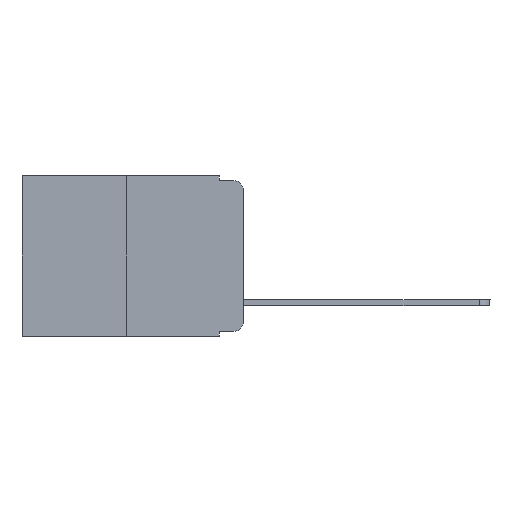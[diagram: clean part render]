
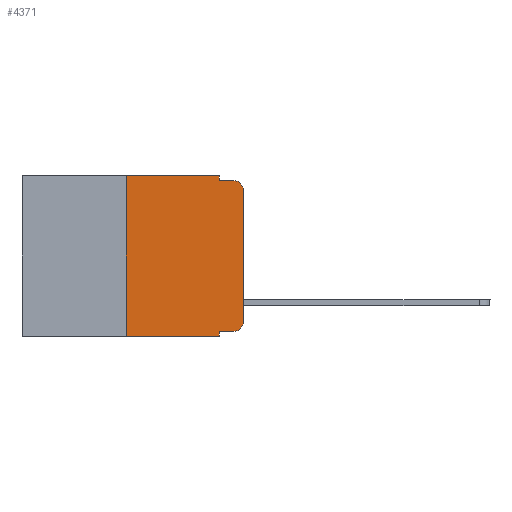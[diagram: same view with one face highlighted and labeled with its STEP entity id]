
A CAD part, left-side view. The second image highlights one B-rep face of the part: STEP entity #4371.
In plain terms, the highlighted planar face has unit normal (-1, 0, 0).
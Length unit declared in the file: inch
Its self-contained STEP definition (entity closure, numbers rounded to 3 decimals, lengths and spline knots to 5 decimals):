
#362 = CARTESIAN_POINT ( 'NONE',  ( 0., 0.051, 0. ) ) ;
#656 = CARTESIAN_POINT ( 'NONE',  ( 0., 0.051, 0. ) ) ;
#877 = AXIS2_PLACEMENT_3D ( 'NONE', #2290, #8341, #960 ) ;
#960 = DIRECTION ( 'NONE',  ( 0., 0., -1. ) ) ;
#967 = CARTESIAN_POINT ( 'NONE',  ( 0., 0.051, -0.333 ) ) ;
#1238 = VERTEX_POINT ( 'NONE', #12468 ) ;
#1558 = VERTEX_POINT ( 'NONE', #10435 ) ;
#1567 = CARTESIAN_POINT ( 'NONE',  ( 0., 0., -0.03 ) ) ;
#1593 = VECTOR ( 'NONE', #11503, 39.37008 ) ;
#1684 = LINE ( 'NONE', #362, #13361 ) ;
#1697 = DIRECTION ( 'NONE',  ( 0., 0., -1. ) ) ;
#1759 = VECTOR ( 'NONE', #11793, 39.37008 ) ;
#1824 = PLANE ( 'NONE',  #15678 ) ;
#2222 = LINE ( 'NONE', #8861, #13135 ) ;
#2290 = CARTESIAN_POINT ( 'NONE',  ( 0., 0.02, -0.03 ) ) ;
#2489 = LINE ( 'NONE', #7820, #6139 ) ;
#2495 = VERTEX_POINT ( 'NONE', #5008 ) ;
#2780 = VECTOR ( 'NONE', #14417, 39.37008 ) ;
#2970 = DIRECTION ( 'NONE',  ( 0., -1., 0. ) ) ;
#3061 = VECTOR ( 'NONE', #5783, 39.37008 ) ;
#3121 = ORIENTED_EDGE ( 'NONE', *, *, #13262, .T. ) ;
#4219 = VERTEX_POINT ( 'NONE', #9676 ) ;
#4371 = ADVANCED_FACE ( 'NONE', ( #7061 ), #1824, .F. ) ;
#4651 = LINE ( 'NONE', #5310, #1593 ) ;
#5008 = CARTESIAN_POINT ( 'NONE',  ( 0., 0.051, -0.333 ) ) ;
#5018 = LINE ( 'NONE', #6786, #1759 ) ;
#5168 = EDGE_CURVE ( 'NONE', #2495, #15609, #1684, .T. ) ;
#5310 = CARTESIAN_POINT ( 'NONE',  ( 0., 0.473, -0.343 ) ) ;
#5358 = DIRECTION ( 'NONE',  ( 0., 0., -1. ) ) ;
#5478 = CARTESIAN_POINT ( 'NONE',  ( 0., 0.473, 0. ) ) ;
#5657 = LINE ( 'NONE', #14215, #2780 ) ;
#5770 = EDGE_CURVE ( 'NONE', #6203, #1238, #2222, .T. ) ;
#5783 = DIRECTION ( 'NONE',  ( 0., -1., 0. ) ) ;
#6139 = VECTOR ( 'NONE', #12736, 39.37008 ) ;
#6203 = VERTEX_POINT ( 'NONE', #13229 ) ;
#6743 = DIRECTION ( 'NONE',  ( -1., 0., 0. ) ) ;
#6786 = CARTESIAN_POINT ( 'NONE',  ( 0., 0.051, -0.01 ) ) ;
#7061 = FACE_OUTER_BOUND ( 'NONE', #14518, .T. ) ;
#7575 = VERTEX_POINT ( 'NONE', #1567 ) ;
#7820 = CARTESIAN_POINT ( 'NONE',  ( 0., 0., 0. ) ) ;
#7984 = AXIS2_PLACEMENT_3D ( 'NONE', #8012, #6743, #5358 ) ;
#7991 = CARTESIAN_POINT ( 'NONE',  ( 0., 0.02, -0.333 ) ) ;
#8002 = VECTOR ( 'NONE', #2970, 39.37008 ) ;
#8012 = CARTESIAN_POINT ( 'NONE',  ( 0., 0.02, -0.313 ) ) ;
#8237 = ORIENTED_EDGE ( 'NONE', *, *, #10829, .F. ) ;
#8341 = DIRECTION ( 'NONE',  ( -1., 0., 0. ) ) ;
#8383 = LINE ( 'NONE', #11418, #8002 ) ;
#8861 = CARTESIAN_POINT ( 'NONE',  ( 0., 0.25, 0. ) ) ;
#9072 = ORIENTED_EDGE ( 'NONE', *, *, #5770, .F. ) ;
#9093 = EDGE_CURVE ( 'NONE', #14163, #12342, #5657, .T. ) ;
#9094 = DIRECTION ( 'NONE',  ( 0., 0., -1. ) ) ;
#9676 = CARTESIAN_POINT ( 'NONE',  ( 0., 0., -0.313 ) ) ;
#9988 = ORIENTED_EDGE ( 'NONE', *, *, #14311, .T. ) ;
#10017 = EDGE_CURVE ( 'NONE', #6203, #15609, #4651, .T. ) ;
#10119 = CARTESIAN_POINT ( 'NONE',  ( 0., 0.051, -0.01 ) ) ;
#10435 = CARTESIAN_POINT ( 'NONE',  ( 0., 0.02, -0.01 ) ) ;
#10829 = EDGE_CURVE ( 'NONE', #12342, #1558, #5018, .T. ) ;
#11144 = ORIENTED_EDGE ( 'NONE', *, *, #12276, .F. ) ;
#11300 = EDGE_CURVE ( 'NONE', #4219, #7575, #2489, .T. ) ;
#11418 = CARTESIAN_POINT ( 'NONE',  ( 0., 0.473, 0. ) ) ;
#11503 = DIRECTION ( 'NONE',  ( 0., -1., 0. ) ) ;
#11508 = DIRECTION ( 'NONE',  ( 1., 0., 0. ) ) ;
#11661 = CIRCLE ( 'NONE', #7984, 0.02 ) ;
#11793 = DIRECTION ( 'NONE',  ( 0., -1., 0. ) ) ;
#12276 = EDGE_CURVE ( 'NONE', #1238, #14163, #8383, .T. ) ;
#12342 = VERTEX_POINT ( 'NONE', #10119 ) ;
#12433 = VERTEX_POINT ( 'NONE', #7991 ) ;
#12468 = CARTESIAN_POINT ( 'NONE',  ( 0., 0.25, 0. ) ) ;
#12567 = DIRECTION ( 'NONE',  ( 0., 0., 1. ) ) ;
#12736 = DIRECTION ( 'NONE',  ( 0., 0., 1. ) ) ;
#13135 = VECTOR ( 'NONE', #12567, 39.37008 ) ;
#13229 = CARTESIAN_POINT ( 'NONE',  ( 0., 0.25, -0.343 ) ) ;
#13245 = ORIENTED_EDGE ( 'NONE', *, *, #14604, .T. ) ;
#13262 = EDGE_CURVE ( 'NONE', #7575, #1558, #15255, .T. ) ;
#13361 = VECTOR ( 'NONE', #1697, 39.37008 ) ;
#13445 = ORIENTED_EDGE ( 'NONE', *, *, #11300, .T. ) ;
#13503 = CARTESIAN_POINT ( 'NONE',  ( 0., 0.051, -0.343 ) ) ;
#13802 = ORIENTED_EDGE ( 'NONE', *, *, #5168, .F. ) ;
#14163 = VERTEX_POINT ( 'NONE', #656 ) ;
#14215 = CARTESIAN_POINT ( 'NONE',  ( 0., 0.051, 0. ) ) ;
#14311 = EDGE_CURVE ( 'NONE', #2495, #12433, #15126, .T. ) ;
#14417 = DIRECTION ( 'NONE',  ( 0., 0., -1. ) ) ;
#14518 = EDGE_LOOP ( 'NONE', ( #13445, #3121, #8237, #14761, #11144, #9072, #15816, #13802, #9988, #13245 ) ) ;
#14604 = EDGE_CURVE ( 'NONE', #12433, #4219, #11661, .T. ) ;
#14761 = ORIENTED_EDGE ( 'NONE', *, *, #9093, .F. ) ;
#15126 = LINE ( 'NONE', #967, #3061 ) ;
#15255 = CIRCLE ( 'NONE', #877, 0.02 ) ;
#15609 = VERTEX_POINT ( 'NONE', #13503 ) ;
#15678 = AXIS2_PLACEMENT_3D ( 'NONE', #5478, #11508, #9094 ) ;
#15816 = ORIENTED_EDGE ( 'NONE', *, *, #10017, .T. ) ;
